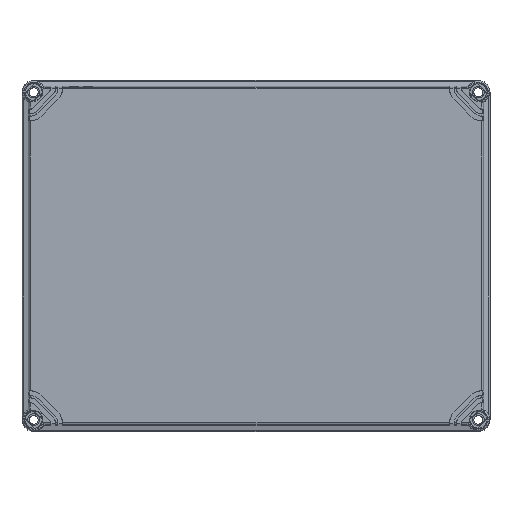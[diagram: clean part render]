
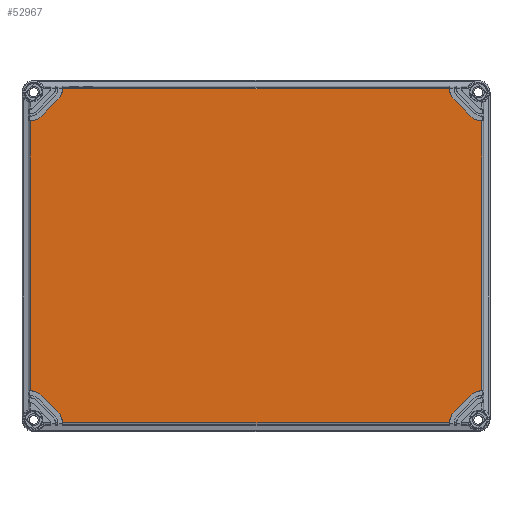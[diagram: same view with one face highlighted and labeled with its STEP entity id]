
A CAD part, top view. The second image highlights one B-rep face of the part: STEP entity #52967.
In plain terms, the highlighted planar face has unit normal (0, 0, 1).
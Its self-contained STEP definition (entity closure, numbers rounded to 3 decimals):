
#49504=AXIS2_PLACEMENT_3D('Circle Axis2P3D',#49502,#49503,$) ;
#50047=AXIS2_PLACEMENT_3D('Circle Axis2P3D',#50045,#50046,$) ;
#50407=AXIS2_PLACEMENT_3D('Circle Axis2P3D',#50405,#50406,$) ;
#50556=AXIS2_PLACEMENT_3D('Circle Axis2P3D',#50554,#50555,$) ;
#52745=AXIS2_PLACEMENT_3D('Circle Axis2P3D',#52743,#52744,$) ;
#52798=AXIS2_PLACEMENT_3D('Circle Axis2P3D',#52796,#52797,$) ;
#52904=AXIS2_PLACEMENT_3D('Plane Axis2P3D',#52901,#52902,#52903) ;
#52915=AXIS2_PLACEMENT_3D('Circle Axis2P3D',#52913,#52914,$) ;
#52929=AXIS2_PLACEMENT_3D('Circle Axis2P3D',#52927,#52928,$) ;
#49502=CARTESIAN_POINT('Axis2P3D Location',(20.654,6.7,132.)) ;
#49506=CARTESIAN_POINT('Vertex',(34.647,7.149,132.)) ;
#49508=CARTESIAN_POINT('Vertex',(30.553,16.599,132.)) ;
#49547=CARTESIAN_POINT('Vertex',(365.353,7.149,132.)) ;
#49550=CARTESIAN_POINT('Line Origine',(17.346,7.149,132.)) ;
#50042=CARTESIAN_POINT('Vertex',(369.447,16.599,132.)) ;
#50045=CARTESIAN_POINT('Axis2P3D Location',(379.346,6.7,132.)) ;
#50402=CARTESIAN_POINT('Vertex',(30.553,283.401,132.)) ;
#50405=CARTESIAN_POINT('Axis2P3D Location',(20.654,293.3,132.)) ;
#50409=CARTESIAN_POINT('Vertex',(34.647,292.851,132.)) ;
#50436=CARTESIAN_POINT('Vertex',(365.353,292.851,132.)) ;
#50439=CARTESIAN_POINT('Line Origine',(382.654,292.851,132.)) ;
#50554=CARTESIAN_POINT('Axis2P3D Location',(379.346,293.3,132.)) ;
#50558=CARTESIAN_POINT('Vertex',(369.447,283.401,132.)) ;
#52740=CARTESIAN_POINT('Vertex',(16.599,30.553,132.)) ;
#52743=CARTESIAN_POINT('Axis2P3D Location',(6.7,20.654,132.)) ;
#52747=CARTESIAN_POINT('Vertex',(7.149,34.647,132.)) ;
#52774=CARTESIAN_POINT('Vertex',(7.149,265.353,132.)) ;
#52777=CARTESIAN_POINT('Line Origine',(7.149,282.654,132.)) ;
#52796=CARTESIAN_POINT('Axis2P3D Location',(6.7,279.346,132.)) ;
#52800=CARTESIAN_POINT('Vertex',(16.599,269.447,132.)) ;
#52901=CARTESIAN_POINT('Axis2P3D Location',(200.,150.,132.)) ;
#52906=CARTESIAN_POINT('Line Origine',(376.424,23.576,132.)) ;
#52910=CARTESIAN_POINT('Vertex',(383.401,30.553,132.)) ;
#52913=CARTESIAN_POINT('Axis2P3D Location',(393.3,20.654,132.)) ;
#52917=CARTESIAN_POINT('Vertex',(392.851,34.647,132.)) ;
#52920=CARTESIAN_POINT('Line Origine',(392.851,150.,132.)) ;
#52924=CARTESIAN_POINT('Vertex',(392.851,265.353,132.)) ;
#52927=CARTESIAN_POINT('Axis2P3D Location',(393.3,279.346,132.)) ;
#52931=CARTESIAN_POINT('Vertex',(383.401,269.447,132.)) ;
#52934=CARTESIAN_POINT('Line Origine',(376.424,276.424,132.)) ;
#52939=CARTESIAN_POINT('Line Origine',(23.576,276.424,132.)) ;
#52944=CARTESIAN_POINT('Line Origine',(23.576,23.576,132.)) ;
#49503=DIRECTION('Axis2P3D Direction',(0.,0.,1.)) ;
#49551=DIRECTION('Vector Direction',(1.,0.,0.)) ;
#50046=DIRECTION('Axis2P3D Direction',(0.,0.,1.)) ;
#50406=DIRECTION('Axis2P3D Direction',(0.,0.,1.)) ;
#50440=DIRECTION('Vector Direction',(-1.,0.,0.)) ;
#50555=DIRECTION('Axis2P3D Direction',(0.,0.,1.)) ;
#52744=DIRECTION('Axis2P3D Direction',(0.,0.,1.)) ;
#52778=DIRECTION('Vector Direction',(0.,-1.,0.)) ;
#52797=DIRECTION('Axis2P3D Direction',(0.,0.,1.)) ;
#52902=DIRECTION('Axis2P3D Direction',(0.,0.,1.)) ;
#52903=DIRECTION('Axis2P3D XDirection',(1.,0.,0.)) ;
#52907=DIRECTION('Vector Direction',(-0.707,-0.707,0.)) ;
#52914=DIRECTION('Axis2P3D Direction',(0.,0.,1.)) ;
#52921=DIRECTION('Vector Direction',(0.,1.,0.)) ;
#52928=DIRECTION('Axis2P3D Direction',(0.,0.,1.)) ;
#52935=DIRECTION('Vector Direction',(0.707,-0.707,0.)) ;
#52940=DIRECTION('Vector Direction',(0.707,0.707,0.)) ;
#52945=DIRECTION('Vector Direction',(-0.707,0.707,0.)) ;
#49552=VECTOR('Line Direction',#49551,1.) ;
#50441=VECTOR('Line Direction',#50440,1.) ;
#52779=VECTOR('Line Direction',#52778,1.) ;
#52908=VECTOR('Line Direction',#52907,1.) ;
#52922=VECTOR('Line Direction',#52921,1.) ;
#52936=VECTOR('Line Direction',#52935,1.) ;
#52941=VECTOR('Line Direction',#52940,1.) ;
#52946=VECTOR('Line Direction',#52945,1.) ;
#52950=ORIENTED_EDGE('',*,*,#50049,.F.) ;
#52951=ORIENTED_EDGE('',*,*,#52912,.F.) ;
#52952=ORIENTED_EDGE('',*,*,#52919,.F.) ;
#52953=ORIENTED_EDGE('',*,*,#52926,.T.) ;
#52954=ORIENTED_EDGE('',*,*,#52933,.F.) ;
#52955=ORIENTED_EDGE('',*,*,#52938,.F.) ;
#52956=ORIENTED_EDGE('',*,*,#50560,.F.) ;
#52957=ORIENTED_EDGE('',*,*,#50443,.F.) ;
#52958=ORIENTED_EDGE('',*,*,#50411,.F.) ;
#52959=ORIENTED_EDGE('',*,*,#52943,.F.) ;
#52960=ORIENTED_EDGE('',*,*,#52802,.F.) ;
#52961=ORIENTED_EDGE('',*,*,#52781,.T.) ;
#52962=ORIENTED_EDGE('',*,*,#52749,.F.) ;
#52963=ORIENTED_EDGE('',*,*,#52948,.F.) ;
#52964=ORIENTED_EDGE('',*,*,#49510,.F.) ;
#52965=ORIENTED_EDGE('',*,*,#49554,.T.) ;
#52967=ADVANCED_FACE('DE_FPC_30-40-13\\MANIFOLD_SOLID_BREP #106662',(#52966),#52905,.T.) ;
#49505=CIRCLE('generated circle',#49504,14.) ;
#50048=CIRCLE('generated circle',#50047,14.) ;
#50408=CIRCLE('generated circle',#50407,14.) ;
#50557=CIRCLE('generated circle',#50556,14.) ;
#52746=CIRCLE('generated circle',#52745,14.) ;
#52799=CIRCLE('generated circle',#52798,14.) ;
#52916=CIRCLE('generated circle',#52915,14.) ;
#52930=CIRCLE('generated circle',#52929,14.) ;
#49510=EDGE_CURVE('',#49507,#49509,#49505,.T.) ;
#49554=EDGE_CURVE('',#49507,#49548,#49553,.T.) ;
#50049=EDGE_CURVE('',#50043,#49548,#50048,.T.) ;
#50411=EDGE_CURVE('',#50403,#50410,#50408,.T.) ;
#50443=EDGE_CURVE('',#50410,#50437,#50442,.F.) ;
#50560=EDGE_CURVE('',#50437,#50559,#50557,.T.) ;
#52749=EDGE_CURVE('',#52741,#52748,#52746,.T.) ;
#52781=EDGE_CURVE('',#52775,#52748,#52780,.T.) ;
#52802=EDGE_CURVE('',#52775,#52801,#52799,.T.) ;
#52912=EDGE_CURVE('',#52911,#50043,#52909,.T.) ;
#52919=EDGE_CURVE('',#52918,#52911,#52916,.T.) ;
#52926=EDGE_CURVE('',#52918,#52925,#52923,.T.) ;
#52933=EDGE_CURVE('',#52932,#52925,#52930,.T.) ;
#52938=EDGE_CURVE('',#50559,#52932,#52937,.T.) ;
#52943=EDGE_CURVE('',#52801,#50403,#52942,.T.) ;
#52948=EDGE_CURVE('',#49509,#52741,#52947,.T.) ;
#52949=EDGE_LOOP('',(#52950,#52951,#52952,#52953,#52954,#52955,#52956,#52957,#52958,#52959,#52960,#52961,#52962,#52963,#52964,#52965)) ;
#52966=FACE_OUTER_BOUND('',#52949,.T.) ;
#49553=LINE('Line',#49550,#49552) ;
#50442=LINE('Line',#50439,#50441) ;
#52780=LINE('Line',#52777,#52779) ;
#52909=LINE('Line',#52906,#52908) ;
#52923=LINE('Line',#52920,#52922) ;
#52937=LINE('Line',#52934,#52936) ;
#52942=LINE('Line',#52939,#52941) ;
#52947=LINE('Line',#52944,#52946) ;
#52905=PLANE('',#52904) ;
#49507=VERTEX_POINT('',#49506) ;
#49509=VERTEX_POINT('',#49508) ;
#49548=VERTEX_POINT('',#49547) ;
#50043=VERTEX_POINT('',#50042) ;
#50403=VERTEX_POINT('',#50402) ;
#50410=VERTEX_POINT('',#50409) ;
#50437=VERTEX_POINT('',#50436) ;
#50559=VERTEX_POINT('',#50558) ;
#52741=VERTEX_POINT('',#52740) ;
#52748=VERTEX_POINT('',#52747) ;
#52775=VERTEX_POINT('',#52774) ;
#52801=VERTEX_POINT('',#52800) ;
#52911=VERTEX_POINT('',#52910) ;
#52918=VERTEX_POINT('',#52917) ;
#52925=VERTEX_POINT('',#52924) ;
#52932=VERTEX_POINT('',#52931) ;
